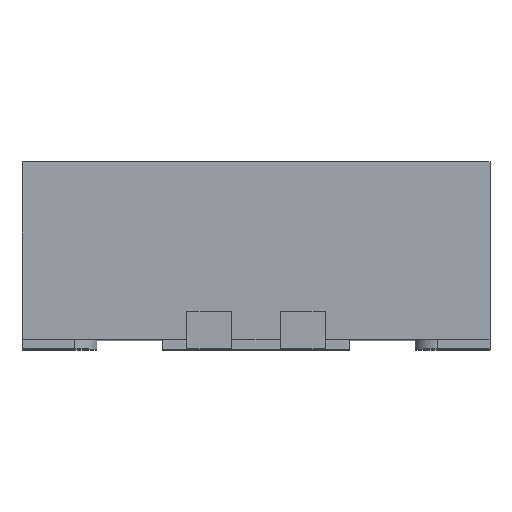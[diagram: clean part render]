
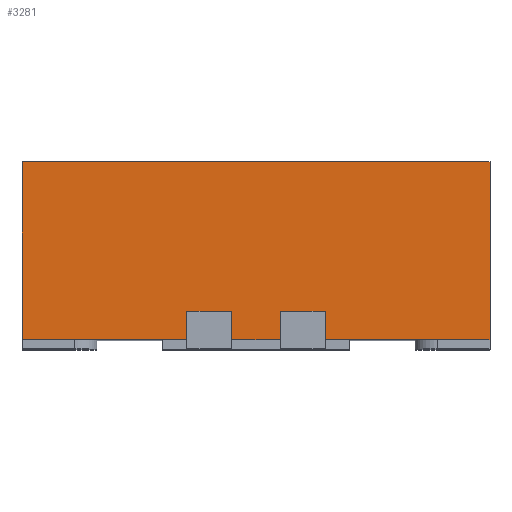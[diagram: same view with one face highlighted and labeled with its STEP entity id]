
A CAD part, top view. The second image highlights one B-rep face of the part: STEP entity #3281.
In plain terms, the highlighted planar face has unit normal (0, 0, 1).
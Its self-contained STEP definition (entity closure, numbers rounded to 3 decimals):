
#56 = VERTEX_POINT ( 'NONE', #8353 ) ;
#83 = ORIENTED_EDGE ( 'NONE', *, *, #4856, .T. ) ;
#138 = CARTESIAN_POINT ( 'NONE',  ( 0.37, 0.2, 2.25 ) ) ;
#224 = DIRECTION ( 'NONE',  ( 0., -1., 0. ) ) ;
#380 = CARTESIAN_POINT ( 'NONE',  ( -0.13, 0.2, 2.25 ) ) ;
#425 = EDGE_CURVE ( 'NONE', #1703, #8164, #1466, .T. ) ;
#617 = CARTESIAN_POINT ( 'NONE',  ( -0.13, 0.05, 2.25 ) ) ;
#645 = CARTESIAN_POINT ( 'NONE',  ( 1.25, 7.148, 2.25 ) ) ;
#652 = DIRECTION ( 'NONE',  ( 0., -1., 0. ) ) ;
#674 = PLANE ( 'NONE',  #1111 ) ;
#761 = DIRECTION ( 'NONE',  ( 0., -1., 0. ) ) ;
#914 = VECTOR ( 'NONE', #224, 1000. ) ;
#1111 = AXIS2_PLACEMENT_3D ( 'NONE', #2801, #3494, #2086 ) ;
#1203 = VECTOR ( 'NONE', #2495, 1000. ) ;
#1208 = VERTEX_POINT ( 'NONE', #8826 ) ;
#1250 = CARTESIAN_POINT ( 'NONE',  ( -0.37, 0.05, 2.25 ) ) ;
#1394 = EDGE_CURVE ( 'NONE', #8405, #1703, #4548, .T. ) ;
#1466 = LINE ( 'NONE', #3528, #5165 ) ;
#1493 = EDGE_CURVE ( 'NONE', #1208, #56, #8864, .T. ) ;
#1513 = ORIENTED_EDGE ( 'NONE', *, *, #1493, .F. ) ;
#1532 = ORIENTED_EDGE ( 'NONE', *, *, #425, .F. ) ;
#1533 = ORIENTED_EDGE ( 'NONE', *, *, #5404, .F. ) ;
#1634 = LINE ( 'NONE', #4977, #914 ) ;
#1695 = ORIENTED_EDGE ( 'NONE', *, *, #1394, .F. ) ;
#1703 = VERTEX_POINT ( 'NONE', #3094 ) ;
#1791 = VERTEX_POINT ( 'NONE', #4199 ) ;
#1948 = FACE_OUTER_BOUND ( 'NONE', #8322, .T. ) ;
#1997 = ORIENTED_EDGE ( 'NONE', *, *, #2260, .T. ) ;
#1999 = ORIENTED_EDGE ( 'NONE', *, *, #3285, .F. ) ;
#2079 = CARTESIAN_POINT ( 'NONE',  ( -1.25, 0.05, 2.25 ) ) ;
#2086 = DIRECTION ( 'NONE',  ( 1., 0., 0. ) ) ;
#2260 = EDGE_CURVE ( 'NONE', #3345, #1791, #1634, .T. ) ;
#2298 = VERTEX_POINT ( 'NONE', #3918 ) ;
#2319 = CARTESIAN_POINT ( 'NONE',  ( -0.13, 0.666, 2.25 ) ) ;
#2440 = CARTESIAN_POINT ( 'NONE',  ( -0.13, 0.2, 2.25 ) ) ;
#2495 = DIRECTION ( 'NONE',  ( -1., 0., 0. ) ) ;
#2501 = LINE ( 'NONE', #8157, #4797 ) ;
#2528 = LINE ( 'NONE', #8043, #5721 ) ;
#2537 = LINE ( 'NONE', #6024, #1203 ) ;
#2740 = VERTEX_POINT ( 'NONE', #4827 ) ;
#2751 = VECTOR ( 'NONE', #4941, 1000. ) ;
#2801 = CARTESIAN_POINT ( 'NONE',  ( 1.25, 7.148, 2.25 ) ) ;
#3086 = DIRECTION ( 'NONE',  ( -1., 0., 0. ) ) ;
#3094 = CARTESIAN_POINT ( 'NONE',  ( -0.37, 0.2, 2.25 ) ) ;
#3205 = EDGE_CURVE ( 'NONE', #3345, #2740, #3300, .T. ) ;
#3281 = ADVANCED_FACE ( 'NONE', ( #1948 ), #674, .F. ) ;
#3285 = EDGE_CURVE ( 'NONE', #2740, #5776, #4257, .T. ) ;
#3300 = LINE ( 'NONE', #4024, #4125 ) ;
#3345 = VERTEX_POINT ( 'NONE', #138 ) ;
#3494 = DIRECTION ( 'NONE',  ( 0., 0., -1. ) ) ;
#3528 = CARTESIAN_POINT ( 'NONE',  ( -0.37, 0.666, 2.25 ) ) ;
#3730 = CARTESIAN_POINT ( 'NONE',  ( 0.13, 0.05, 2.25 ) ) ;
#3918 = CARTESIAN_POINT ( 'NONE',  ( -1.25, 1., 2.25 ) ) ;
#3968 = EDGE_CURVE ( 'NONE', #1208, #2298, #4960, .T. ) ;
#4024 = CARTESIAN_POINT ( 'NONE',  ( 0.37, 0.2, 2.25 ) ) ;
#4098 = ORIENTED_EDGE ( 'NONE', *, *, #8431, .F. ) ;
#4125 = VECTOR ( 'NONE', #8183, 1000. ) ;
#4161 = CARTESIAN_POINT ( 'NONE',  ( 1.25, 0.05, 2.25 ) ) ;
#4199 = CARTESIAN_POINT ( 'NONE',  ( 0.37, 0.05, 2.25 ) ) ;
#4257 = LINE ( 'NONE', #4304, #7317 ) ;
#4304 = CARTESIAN_POINT ( 'NONE',  ( 0.13, 0.666, 2.25 ) ) ;
#4458 = ORIENTED_EDGE ( 'NONE', *, *, #3968, .T. ) ;
#4548 = LINE ( 'NONE', #380, #4602 ) ;
#4602 = VECTOR ( 'NONE', #3086, 1000. ) ;
#4797 = VECTOR ( 'NONE', #652, 1000. ) ;
#4827 = CARTESIAN_POINT ( 'NONE',  ( 0.13, 0.2, 2.25 ) ) ;
#4856 = EDGE_CURVE ( 'NONE', #8405, #6571, #8550, .T. ) ;
#4941 = DIRECTION ( 'NONE',  ( -1., 0., 0. ) ) ;
#4960 = LINE ( 'NONE', #7734, #8241 ) ;
#4977 = CARTESIAN_POINT ( 'NONE',  ( 0.37, 0.666, 2.25 ) ) ;
#5165 = VECTOR ( 'NONE', #761, 1000. ) ;
#5352 = VERTEX_POINT ( 'NONE', #2079 ) ;
#5381 = ORIENTED_EDGE ( 'NONE', *, *, #6778, .T. ) ;
#5404 = EDGE_CURVE ( 'NONE', #5776, #6571, #6982, .T. ) ;
#5721 = VECTOR ( 'NONE', #7346, 1000. ) ;
#5776 = VERTEX_POINT ( 'NONE', #3730 ) ;
#6024 = CARTESIAN_POINT ( 'NONE',  ( 1.25, 0.05, 2.25 ) ) ;
#6049 = VECTOR ( 'NONE', #7495, 1000. ) ;
#6571 = VERTEX_POINT ( 'NONE', #617 ) ;
#6778 = EDGE_CURVE ( 'NONE', #2298, #5352, #2501, .T. ) ;
#6982 = LINE ( 'NONE', #4161, #2751 ) ;
#7178 = DIRECTION ( 'NONE',  ( -1., 0., 0. ) ) ;
#7207 = EDGE_CURVE ( 'NONE', #8164, #5352, #2537, .T. ) ;
#7317 = VECTOR ( 'NONE', #8400, 1000. ) ;
#7346 = DIRECTION ( 'NONE',  ( -1., 0., 0. ) ) ;
#7495 = DIRECTION ( 'NONE',  ( 0., -1., 0. ) ) ;
#7688 = VECTOR ( 'NONE', #7962, 1000. ) ;
#7734 = CARTESIAN_POINT ( 'NONE',  ( 1.25, 1., 2.25 ) ) ;
#7962 = DIRECTION ( 'NONE',  ( 0., -1., 0. ) ) ;
#8043 = CARTESIAN_POINT ( 'NONE',  ( 1.25, 0.05, 2.25 ) ) ;
#8157 = CARTESIAN_POINT ( 'NONE',  ( -1.25, 7.148, 2.25 ) ) ;
#8164 = VERTEX_POINT ( 'NONE', #1250 ) ;
#8183 = DIRECTION ( 'NONE',  ( -1., 0., 0. ) ) ;
#8241 = VECTOR ( 'NONE', #7178, 1000. ) ;
#8322 = EDGE_LOOP ( 'NONE', ( #1999, #8576, #1997, #4098, #1513, #4458, #5381, #8384, #1532, #1695, #83, #1533 ) ) ;
#8353 = CARTESIAN_POINT ( 'NONE',  ( 1.25, 0.05, 2.25 ) ) ;
#8384 = ORIENTED_EDGE ( 'NONE', *, *, #7207, .F. ) ;
#8400 = DIRECTION ( 'NONE',  ( 0., -1., 0. ) ) ;
#8405 = VERTEX_POINT ( 'NONE', #2440 ) ;
#8431 = EDGE_CURVE ( 'NONE', #56, #1791, #2528, .T. ) ;
#8550 = LINE ( 'NONE', #2319, #7688 ) ;
#8576 = ORIENTED_EDGE ( 'NONE', *, *, #3205, .F. ) ;
#8826 = CARTESIAN_POINT ( 'NONE',  ( 1.25, 1., 2.25 ) ) ;
#8864 = LINE ( 'NONE', #645, #6049 ) ;
